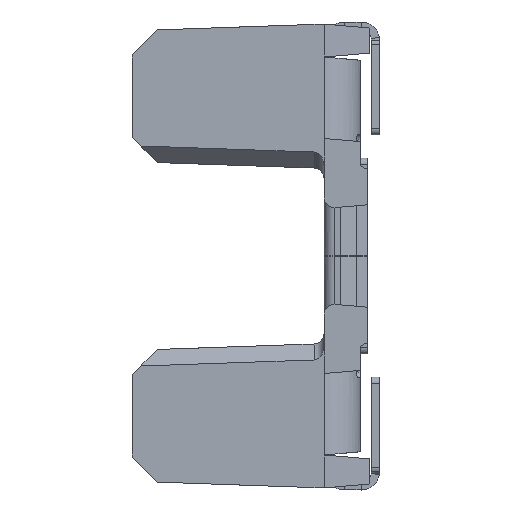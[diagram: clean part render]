
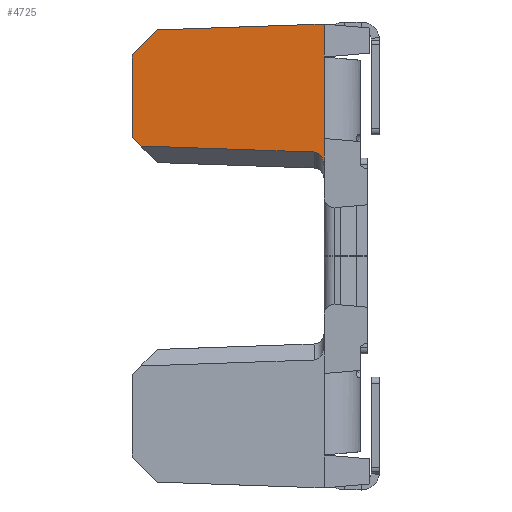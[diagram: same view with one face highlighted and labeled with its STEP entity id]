
A CAD part, left-side view. The second image highlights one B-rep face of the part: STEP entity #4725.
In plain terms, the highlighted planar face has unit normal (-1, 0.009, 0).
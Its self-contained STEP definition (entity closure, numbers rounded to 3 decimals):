
#260 = FACE_OUTER_BOUND ( 'NONE', #2918, .T. ) ;
#577 = PLANE ( 'NONE',  #926 ) ;
#596 = CARTESIAN_POINT ( 'NONE',  ( -4.8, 0.5, 15.701 ) ) ;
#597 = DIRECTION ( 'NONE',  ( 1., -0.009, 0. ) ) ;
#598 = DIRECTION ( 'NONE',  ( 0.009, 1., 0. ) ) ;
#926 = AXIS2_PLACEMENT_3D ( 'NONE', #596, #597, #598 ) ;
#2918 = EDGE_LOOP ( 'NONE', ( #18099, #17955, #17856, #18094, #17857, #17945, #18047, #18015, #18087 ) ) ;
#4148 = VERTEX_POINT ( 'NONE', #18503 ) ;
#4150 = VERTEX_POINT ( 'NONE', #18501 ) ;
#4187 = VERTEX_POINT ( 'NONE', #18568 ) ;
#4197 = VERTEX_POINT ( 'NONE', #18541 ) ;
#4230 = VERTEX_POINT ( 'NONE', #18425 ) ;
#4231 = VERTEX_POINT ( 'NONE', #18632 ) ;
#4234 = VERTEX_POINT ( 'NONE', #18639 ) ;
#4236 = VERTEX_POINT ( 'NONE', #18637 ) ;
#4238 = VERTEX_POINT ( 'NONE', #18621 ) ;
#4725 = ADVANCED_FACE ( 'NONE', ( #260 ), #577, .F. ) ;
#5735 = EDGE_CURVE ( 'NONE', #4150, #4148, #10570, .T. ) ;
#5747 = EDGE_CURVE ( 'NONE', #4234, #4187, #10591, .T. ) ;
#10570 = LINE ( 'NONE', #11425, #10573 ) ;
#10573 = VECTOR ( 'NONE', #11426, 1000. ) ;
#10591 = LINE ( 'NONE', #11449, #10593 ) ;
#10593 = VECTOR ( 'NONE', #11446, 1000. ) ;
#11425 = CARTESIAN_POINT ( 'NONE',  ( -4.8, 0.5, 15.701 ) ) ;
#11426 = DIRECTION ( 'NONE',  ( 0., 0., -1. ) ) ;
#11446 = DIRECTION ( 'NONE',  ( 0.006, 0.707, -0.707 ) ) ;
#11449 = CARTESIAN_POINT ( 'NONE',  ( -4.766, 4.4, 19.601 ) ) ;
#14895 = CARTESIAN_POINT ( 'NONE',  ( -4.798, 0.717, 9.484 ) ) ;
#14896 = DIRECTION ( 'NONE',  ( -0.009, -0.999, -0.035 ) ) ;
#14932 = CARTESIAN_POINT ( 'NONE',  ( -4.8, 0.5, 8.701 ) ) ;
#14933 = DIRECTION ( 'NONE',  ( 0., 0., 1. ) ) ;
#15342 = LINE ( 'NONE', #14895, #15345 ) ;
#15345 = VECTOR ( 'NONE', #14896, 1000. ) ;
#15366 = LINE ( 'NONE', #14932, #15368 ) ;
#15368 = VECTOR ( 'NONE', #14933, 1000. ) ;
#15428 = LINE ( 'NONE', #15739, #15430 ) ;
#15430 = VECTOR ( 'NONE', #15740, 1000. ) ;
#15446 = LINE ( 'NONE', #15761, #15449 ) ;
#15449 = VECTOR ( 'NONE', #15762, 1000. ) ;
#15566 = LINE ( 'NONE', #15969, #15569 ) ;
#15569 = VECTOR ( 'NONE', #15970, 1000. ) ;
#15579 = LINE ( 'NONE', #16002, #15589 ) ;
#15589 = VECTOR ( 'NONE', #16007, 1000. ) ;
#15693 =( BOUNDED_CURVE ( )  B_SPLINE_CURVE ( 3, ( #16056, #16048, #16061, #16062 ),
 .UNSPECIFIED., .F., .F. ) 
 B_SPLINE_CURVE_WITH_KNOTS ( ( 4, 4 ),
 ( 0.019, 1.558 ),
 .UNSPECIFIED. ) 
 CURVE ( )  GEOMETRIC_REPRESENTATION_ITEM ( )  RATIONAL_B_SPLINE_CURVE ( ( 1., 0.812, 0.812, 1. ) ) 
 REPRESENTATION_ITEM ( '' )  );
#15739 = CARTESIAN_POINT ( 'NONE',  ( -4.719, 9.8, 15.701 ) ) ;
#15740 = DIRECTION ( 'NONE',  ( 0., 0., -1. ) ) ;
#15761 = CARTESIAN_POINT ( 'NONE',  ( -4.8, 0.5, 15.701 ) ) ;
#15762 = DIRECTION ( 'NONE',  ( 0., 0., -1. ) ) ;
#15969 = CARTESIAN_POINT ( 'NONE',  ( -4.8, 0.5, 15.701 ) ) ;
#15970 = DIRECTION ( 'NONE',  ( 0.009, 0.999, -0.035 ) ) ;
#16002 = CARTESIAN_POINT ( 'NONE',  ( -4.735, 7.9, 8.3 ) ) ;
#16007 = DIRECTION ( 'NONE',  ( -0.006, -0.707, -0.707 ) ) ;
#16048 = CARTESIAN_POINT ( 'NONE',  ( -4.798, 0.699, 9.483 ) ) ;
#16056 = CARTESIAN_POINT ( 'NONE',  ( -4.796, 0.984, 9.493 ) ) ;
#16061 = CARTESIAN_POINT ( 'NONE',  ( -4.8, 0.5, 9.199 ) ) ;
#16062 = CARTESIAN_POINT ( 'NONE',  ( -4.8, 0.5, 8.801 ) ) ;
#17856 = ORIENTED_EDGE ( 'NONE', *, *, #22344, .T. ) ;
#17857 = ORIENTED_EDGE ( 'NONE', *, *, #5735, .F. ) ;
#17945 = ORIENTED_EDGE ( 'NONE', *, *, #22228, .F. ) ;
#17955 = ORIENTED_EDGE ( 'NONE', *, *, #22165, .T. ) ;
#18015 = ORIENTED_EDGE ( 'NONE', *, *, #5747, .T. ) ;
#18047 = ORIENTED_EDGE ( 'NONE', *, *, #22309, .T. ) ;
#18087 = ORIENTED_EDGE ( 'NONE', *, *, #22218, .T. ) ;
#18094 = ORIENTED_EDGE ( 'NONE', *, *, #22180, .T. ) ;
#18099 = ORIENTED_EDGE ( 'NONE', *, *, #22323, .T. ) ;
#18425 = CARTESIAN_POINT ( 'NONE',  ( -4.796, 0.984, 9.493 ) ) ;
#18501 = CARTESIAN_POINT ( 'NONE',  ( -4.8, 0.5, 14.101 ) ) ;
#18503 = CARTESIAN_POINT ( 'NONE',  ( -4.8, 0.5, 10.151 ) ) ;
#18541 = CARTESIAN_POINT ( 'NONE',  ( -4.8, 0.5, 15.701 ) ) ;
#18568 = CARTESIAN_POINT ( 'NONE',  ( -4.719, 9.8, 14.201 ) ) ;
#18621 = CARTESIAN_POINT ( 'NONE',  ( -4.722, 9.386, 9.787 ) ) ;
#18632 = CARTESIAN_POINT ( 'NONE',  ( -4.8, 0.5, 8.801 ) ) ;
#18637 = CARTESIAN_POINT ( 'NONE',  ( -4.719, 9.8, 10.201 ) ) ;
#18639 = CARTESIAN_POINT ( 'NONE',  ( -4.729, 8.582, 15.418 ) ) ;
#22165 = EDGE_CURVE ( 'NONE', #4238, #4230, #15342, .T. ) ;
#22180 = EDGE_CURVE ( 'NONE', #4231, #4148, #15366, .T. ) ;
#22218 = EDGE_CURVE ( 'NONE', #4187, #4236, #15428, .T. ) ;
#22228 = EDGE_CURVE ( 'NONE', #4197, #4150, #15446, .T. ) ;
#22309 = EDGE_CURVE ( 'NONE', #4197, #4234, #15566, .T. ) ;
#22323 = EDGE_CURVE ( 'NONE', #4236, #4238, #15579, .T. ) ;
#22344 = EDGE_CURVE ( 'NONE', #4230, #4231, #15693, .T. ) ;
